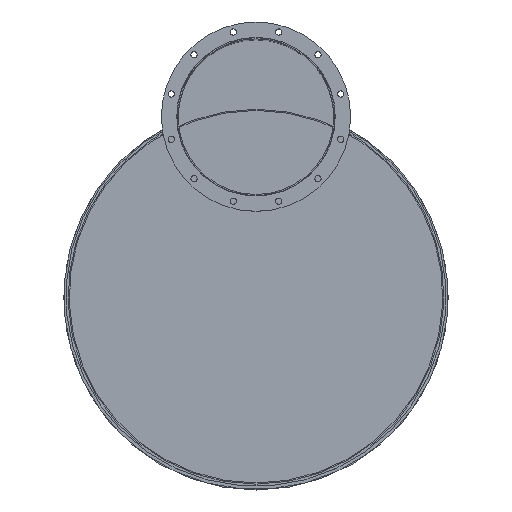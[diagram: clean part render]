
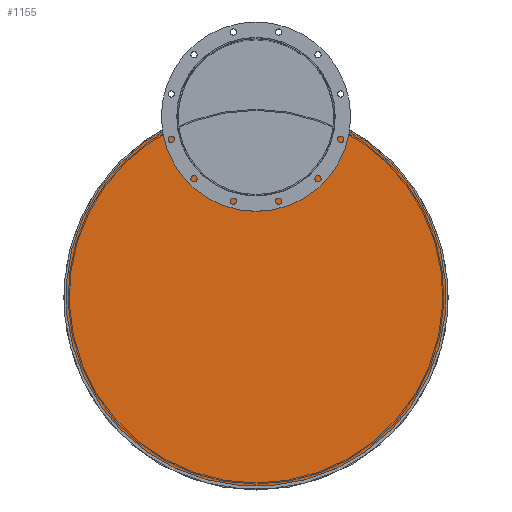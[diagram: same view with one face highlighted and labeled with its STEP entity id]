
A CAD part, top view. The second image highlights one B-rep face of the part: STEP entity #1155.
In plain terms, the highlighted planar face has unit normal (0, 0, 1).
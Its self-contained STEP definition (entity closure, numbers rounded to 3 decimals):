
#81=PLANE('',#1334);
#193=FACE_BOUND('',#443,.T.);
#259=FACE_OUTER_BOUND('',#442,.T.);
#442=EDGE_LOOP('',(#981,#982));
#443=EDGE_LOOP('',(#983));
#546=CIRCLE('',#1325,280.5);
#549=CIRCLE('',#1329,672.5);
#550=CIRCLE('',#1331,294.5);
#654=VERTEX_POINT('',#1982);
#656=VERTEX_POINT('',#1987);
#659=VERTEX_POINT('',#1992);
#764=EDGE_CURVE('',#654,#654,#546,.T.);
#769=EDGE_CURVE('',#659,#656,#549,.T.);
#770=EDGE_CURVE('',#656,#659,#550,.T.);
#981=ORIENTED_EDGE('',*,*,#769,.F.);
#982=ORIENTED_EDGE('',*,*,#770,.F.);
#983=ORIENTED_EDGE('',*,*,#764,.T.);
#1155=ADVANCED_FACE('',(#259,#193),#81,.F.);
#1325=AXIS2_PLACEMENT_3D('',#1983,#1655,#1656);
#1329=AXIS2_PLACEMENT_3D('',#1994,#1665,#1666);
#1331=AXIS2_PLACEMENT_3D('',#1996,#1669,#1670);
#1334=AXIS2_PLACEMENT_3D('',#1999,#1675,#1676);
#1655=DIRECTION('center_axis',(0.,0.,-1.));
#1656=DIRECTION('ref_axis',(-1.,0.,0.));
#1665=DIRECTION('center_axis',(0.,0.,-1.));
#1666=DIRECTION('ref_axis',(-1.,0.,0.));
#1669=DIRECTION('center_axis',(0.,0.,-1.));
#1670=DIRECTION('ref_axis',(-1.,0.,0.));
#1675=DIRECTION('center_axis',(0.,0.,-1.));
#1676=DIRECTION('ref_axis',(0.,-1.,0.));
#1982=CARTESIAN_POINT('',(280.5,635.,3310.));
#1983=CARTESIAN_POINT('Origin',(0.,635.,3310.));
#1987=CARTESIAN_POINT('',(-293.,605.316,3310.));
#1992=CARTESIAN_POINT('',(293.,605.316,3310.));
#1994=CARTESIAN_POINT('Origin',(0.,0.,3310.));
#1996=CARTESIAN_POINT('Origin',(0.,635.,3310.));
#1999=CARTESIAN_POINT('Origin',(0.,0.,3310.));
